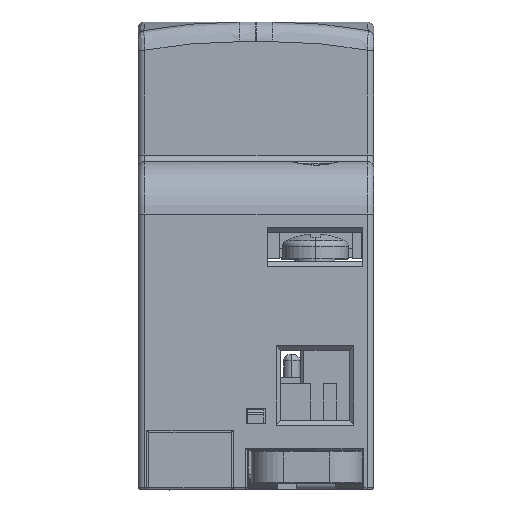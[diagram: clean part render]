
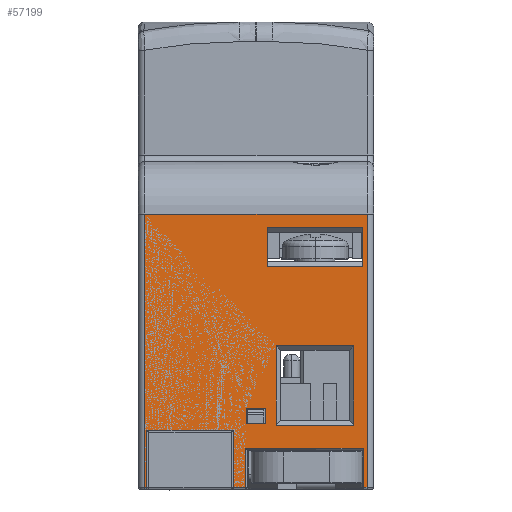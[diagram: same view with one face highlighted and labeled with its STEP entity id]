
A CAD part, left-side view. The second image highlights one B-rep face of the part: STEP entity #57199.
In plain terms, the highlighted planar face has unit normal (-1, 0, 0).
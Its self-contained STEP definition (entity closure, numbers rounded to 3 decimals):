
#25012=DIRECTION('',(0.,0.,-1.));
#25013=VECTOR('',#25012,6.);
#25014=CARTESIAN_POINT('',(-45.,-70.3,6.3));
#25015=LINE('',#25014,#25013);
#36743=DIRECTION('',(0.,1.,0.));
#36744=VECTOR('',#36743,11.8);
#36745=CARTESIAN_POINT('',(-45.,-68.85,9.8));
#36746=LINE('',#36745,#36744);
#36750=DIRECTION('',(0.,0.,-1.));
#36751=VECTOR('',#36750,12.1);
#36752=CARTESIAN_POINT('',(-45.,-68.85,21.9));
#36753=LINE('',#36752,#36751);
#36757=DIRECTION('',(0.,-1.,0.));
#36758=VECTOR('',#36757,11.8);
#36759=CARTESIAN_POINT('',(-45.,-57.05,21.9));
#36760=LINE('',#36759,#36758);
#36764=DIRECTION('',(0.,0.,1.));
#36765=VECTOR('',#36764,12.1);
#36766=CARTESIAN_POINT('',(-45.,-57.05,9.8));
#36767=LINE('',#36766,#36765);
#36771=DIRECTION('',(0.,1.,0.));
#36772=VECTOR('',#36771,14.5);
#36773=CARTESIAN_POINT('',(-45.,-70.2,34.));
#36774=LINE('',#36773,#36772);
#36778=DIRECTION('',(0.,-1.,0.));
#36779=VECTOR('',#36778,14.5);
#36780=CARTESIAN_POINT('',(-45.,-55.7,39.9));
#36781=LINE('',#36780,#36779);
#36785=DIRECTION('',(0.,-1.,0.));
#36786=VECTOR('',#36785,3.);
#36787=CARTESIAN_POINT('',(-45.,-52.45,10.));
#36788=LINE('',#36787,#36786);
#36792=DIRECTION('',(0.,0.,1.));
#36793=VECTOR('',#36792,2.4);
#36794=CARTESIAN_POINT('',(-45.,-55.45,10.));
#36795=LINE('',#36794,#36793);
#36799=DIRECTION('',(0.,1.,0.));
#36800=VECTOR('',#36799,3.);
#36801=CARTESIAN_POINT('',(-45.,-55.45,12.4));
#36802=LINE('',#36801,#36800);
#36806=DIRECTION('',(0.,0.,-1.));
#36807=VECTOR('',#36806,2.4);
#36808=CARTESIAN_POINT('',(-45.,-52.45,12.4));
#36809=LINE('',#36808,#36807);
#36813=DIRECTION('',(0.,0.,-1.));
#36814=VECTOR('',#36813,8.7);
#36815=CARTESIAN_POINT('',(-45.,-50.5,9.));
#36816=LINE('',#36815,#36814);
#36820=DIRECTION('',(0.,1.,0.));
#36821=VECTOR('',#36820,13.2);
#36822=CARTESIAN_POINT('',(-45.,-50.5,9.));
#36823=LINE('',#36822,#36821);
#36827=DIRECTION('',(0.,0.,1.));
#36828=VECTOR('',#36827,8.7);
#36829=CARTESIAN_POINT('',(-45.,-37.3,0.3));
#36830=LINE('',#36829,#36828);
#36834=DIRECTION('',(0.,-1.,0.));
#36835=VECTOR('',#36834,33.9);
#36836=CARTESIAN_POINT('',(-45.,-37.,42.));
#36837=LINE('',#36836,#36835);
#36841=DIRECTION('',(0.,0.,-1.));
#36842=VECTOR('',#36841,41.7);
#36843=CARTESIAN_POINT('',(-45.,-70.9,42.));
#36844=LINE('',#36843,#36842);
#36848=DIRECTION('',(0.,1.,0.));
#36849=VECTOR('',#36848,0.6);
#36850=CARTESIAN_POINT('',(-45.,-70.9,0.3));
#36851=LINE('',#36850,#36849);
#36855=DIRECTION('',(0.,0.,1.));
#36856=VECTOR('',#36855,6.);
#36857=CARTESIAN_POINT('',(-45.,-52.3,0.3));
#36858=LINE('',#36857,#36856);
#37293=DIRECTION('',(0.,-1.,0.));
#37294=VECTOR('',#37293,1.8);
#37295=CARTESIAN_POINT('',(-45.,-50.5,0.3));
#37296=LINE('',#37295,#37294);
#37338=DIRECTION('',(0.,-1.,0.));
#37339=VECTOR('',#37338,0.3);
#37340=CARTESIAN_POINT('',(-45.,-37.,0.3));
#37341=LINE('',#37340,#37339);
#37405=CARTESIAN_POINT('',(-45.,-52.3,6.3));
#37417=DIRECTION('',(0.,-1.,0.));
#37418=VECTOR('',#37417,18.);
#37419=CARTESIAN_POINT('',(-45.,-52.3,6.3));
#37420=LINE('',#37419,#37418);
#37512=DIRECTION('',(0.,0.,-1.));
#37513=VECTOR('',#37512,5.9);
#37514=CARTESIAN_POINT('',(-45.,-70.2,39.9));
#37515=LINE('',#37514,#37513);
#37562=DIRECTION('',(0.,0.,1.));
#37563=VECTOR('',#37562,5.9);
#37564=CARTESIAN_POINT('',(-45.,-55.7,34.));
#37565=LINE('',#37564,#37563);
#41262=DIRECTION('',(0.,0.,-1.));
#41263=VECTOR('',#41262,41.7);
#41264=CARTESIAN_POINT('',(-45.,-37.,42.));
#41265=LINE('',#41264,#41263);
#43029=CARTESIAN_POINT('',(-45.,-70.9,42.));
#43031=VERTEX_POINT('',#43029);
#43173=CARTESIAN_POINT('',(-45.,-37.,42.));
#43175=VERTEX_POINT('',#43173);
#43221=CARTESIAN_POINT('',(-45.,-37.,0.3));
#43223=VERTEX_POINT('',#43221);
#43337=CARTESIAN_POINT('',(-45.,-70.9,0.3));
#43339=VERTEX_POINT('',#43337);
#43717=CARTESIAN_POINT('',(-45.,-70.3,0.3));
#43719=VERTEX_POINT('',#43717);
#43833=VERTEX_POINT('',#37405);
#43834=CARTESIAN_POINT('',(-45.,-70.3,6.3));
#43835=VERTEX_POINT('',#43834);
#44347=CARTESIAN_POINT('',(-45.,-68.85,9.8));
#44348=CARTESIAN_POINT('',(-45.,-57.05,9.8));
#44349=VERTEX_POINT('',#44347);
#44350=VERTEX_POINT('',#44348);
#44351=CARTESIAN_POINT('',(-45.,-57.05,21.9));
#44352=VERTEX_POINT('',#44351);
#44355=CARTESIAN_POINT('',(-45.,-68.85,21.9));
#44356=VERTEX_POINT('',#44355);
#44363=CARTESIAN_POINT('',(-45.,-70.2,34.));
#44364=CARTESIAN_POINT('',(-45.,-55.7,34.));
#44365=VERTEX_POINT('',#44363);
#44366=VERTEX_POINT('',#44364);
#44371=CARTESIAN_POINT('',(-45.,-55.7,39.9));
#44372=CARTESIAN_POINT('',(-45.,-70.2,39.9));
#44373=VERTEX_POINT('',#44371);
#44374=VERTEX_POINT('',#44372);
#44519=CARTESIAN_POINT('',(-45.,-52.45,10.));
#44520=CARTESIAN_POINT('',(-45.,-55.45,10.));
#44521=VERTEX_POINT('',#44519);
#44522=VERTEX_POINT('',#44520);
#44523=CARTESIAN_POINT('',(-45.,-55.45,12.4));
#44524=VERTEX_POINT('',#44523);
#44525=CARTESIAN_POINT('',(-45.,-52.45,12.4));
#44526=VERTEX_POINT('',#44525);
#44680=CARTESIAN_POINT('',(-45.,-52.3,0.3));
#44681=VERTEX_POINT('',#44680);
#45339=CARTESIAN_POINT('',(-45.,-50.5,0.3));
#45340=VERTEX_POINT('',#45339);
#45341=CARTESIAN_POINT('',(-45.,-50.5,9.));
#45342=VERTEX_POINT('',#45341);
#45345=CARTESIAN_POINT('',(-45.,-37.3,9.));
#45346=VERTEX_POINT('',#45345);
#45363=CARTESIAN_POINT('',(-45.,-37.3,0.3));
#45364=VERTEX_POINT('',#45363);
#57142=CARTESIAN_POINT('',(-45.,-71.9,0.));
#57143=DIRECTION('',(-1.,0.,0.));
#57144=DIRECTION('',(0.,0.,1.));
#57145=AXIS2_PLACEMENT_3D('',#57142,#57143,#57144);
#57146=PLANE('',#57145);
#57148=ORIENTED_EDGE('',*,*,#57147,.F.);
#57150=ORIENTED_EDGE('',*,*,#57149,.T.);
#57152=ORIENTED_EDGE('',*,*,#57151,.F.);
#57154=ORIENTED_EDGE('',*,*,#57153,.F.);
#57156=ORIENTED_EDGE('',*,*,#57155,.F.);
#57157=ORIENTED_EDGE('',*,*,#56841,.T.);
#57158=ORIENTED_EDGE('',*,*,#57041,.T.);
#57159=ORIENTED_EDGE('',*,*,#57135,.T.);
#57160=ORIENTED_EDGE('',*,*,#45764,.F.);
#57162=ORIENTED_EDGE('',*,*,#57161,.F.);
#57164=ORIENTED_EDGE('',*,*,#57163,.F.);
#57166=ORIENTED_EDGE('',*,*,#57165,.F.);
#57167=EDGE_LOOP('',(#57148,#57150,#57152,#57154,#57156,#57157,#57158,#57159,
#57160,#57162,#57164,#57166));
#57168=FACE_OUTER_BOUND('',#57167,.F.);
#57170=ORIENTED_EDGE('',*,*,#57169,.F.);
#57172=ORIENTED_EDGE('',*,*,#57171,.F.);
#57174=ORIENTED_EDGE('',*,*,#57173,.F.);
#57176=ORIENTED_EDGE('',*,*,#57175,.F.);
#57177=EDGE_LOOP('',(#57170,#57172,#57174,#57176));
#57178=FACE_BOUND('',#57177,.F.);
#57180=ORIENTED_EDGE('',*,*,#57179,.T.);
#57182=ORIENTED_EDGE('',*,*,#57181,.T.);
#57184=ORIENTED_EDGE('',*,*,#57183,.T.);
#57186=ORIENTED_EDGE('',*,*,#57185,.T.);
#57187=EDGE_LOOP('',(#57180,#57182,#57184,#57186));
#57188=FACE_BOUND('',#57187,.F.);
#57190=ORIENTED_EDGE('',*,*,#57189,.F.);
#57192=ORIENTED_EDGE('',*,*,#57191,.F.);
#57194=ORIENTED_EDGE('',*,*,#57193,.F.);
#57196=ORIENTED_EDGE('',*,*,#57195,.F.);
#57197=EDGE_LOOP('',(#57190,#57192,#57194,#57196));
#57198=FACE_BOUND('',#57197,.F.);
#45764=EDGE_CURVE('',#43835,#43719,#25015,.T.);
#56841=EDGE_CURVE('',#43175,#43031,#36837,.T.);
#57041=EDGE_CURVE('',#43031,#43339,#36844,.T.);
#57135=EDGE_CURVE('',#43339,#43719,#36851,.T.);
#57147=EDGE_CURVE('',#45342,#45340,#36816,.T.);
#57149=EDGE_CURVE('',#45342,#45346,#36823,.T.);
#57151=EDGE_CURVE('',#45364,#45346,#36830,.T.);
#57153=EDGE_CURVE('',#43223,#45364,#37341,.T.);
#57155=EDGE_CURVE('',#43175,#43223,#41265,.T.);
#57161=EDGE_CURVE('',#43833,#43835,#37420,.T.);
#57163=EDGE_CURVE('',#44681,#43833,#36858,.T.);
#57165=EDGE_CURVE('',#45340,#44681,#37296,.T.);
#57169=EDGE_CURVE('',#44365,#44366,#36774,.T.);
#57171=EDGE_CURVE('',#44374,#44365,#37515,.T.);
#57173=EDGE_CURVE('',#44373,#44374,#36781,.T.);
#57175=EDGE_CURVE('',#44366,#44373,#37565,.T.);
#57179=EDGE_CURVE('',#44521,#44522,#36788,.T.);
#57181=EDGE_CURVE('',#44522,#44524,#36795,.T.);
#57183=EDGE_CURVE('',#44524,#44526,#36802,.T.);
#57185=EDGE_CURVE('',#44526,#44521,#36809,.T.);
#57189=EDGE_CURVE('',#44349,#44350,#36746,.T.);
#57191=EDGE_CURVE('',#44356,#44349,#36753,.T.);
#57193=EDGE_CURVE('',#44352,#44356,#36760,.T.);
#57195=EDGE_CURVE('',#44350,#44352,#36767,.T.);
#57199=ADVANCED_FACE('',(#57168,#57178,#57188,#57198),#57146,.T.);
